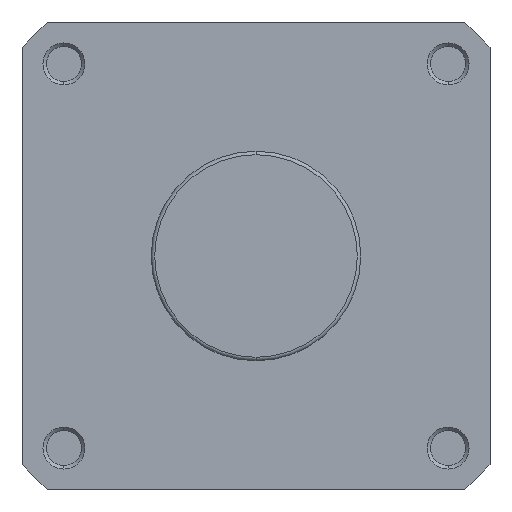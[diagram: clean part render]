
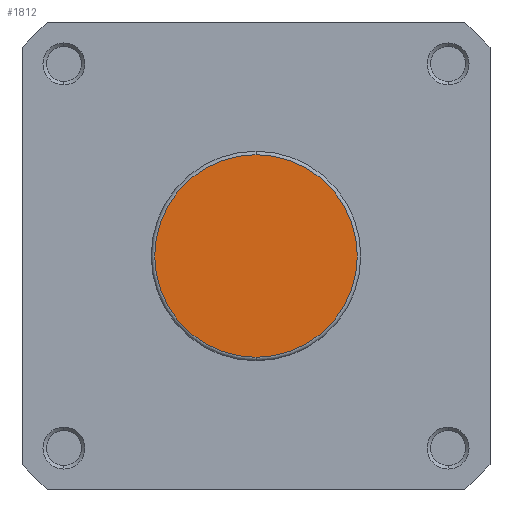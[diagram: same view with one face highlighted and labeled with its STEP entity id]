
A CAD part, left-side view. The second image highlights one B-rep face of the part: STEP entity #1812.
In plain terms, the highlighted planar face has unit normal (-1, 0, 0).
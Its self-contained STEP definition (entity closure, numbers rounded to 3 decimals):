
#833 = CIRCLE ( 'NONE', #5404, 29. ) ;
#1027 = VERTEX_POINT ( 'NONE', #1436 ) ;
#1029 = VERTEX_POINT ( 'NONE', #1438 ) ;
#1436 = CARTESIAN_POINT ( 'NONE',  ( 0., 0., 29. ) ) ;
#1438 = CARTESIAN_POINT ( 'NONE',  ( 0., 0., -29. ) ) ;
#1635 = CIRCLE ( 'NONE', #5545, 29. ) ;
#1812 = ADVANCED_FACE ( 'NONE', ( #3276 ), #3497, .F. ) ;
#2395 = CARTESIAN_POINT ( 'NONE',  ( 0., 0., 0. ) ) ;
#2402 = DIRECTION ( 'NONE',  ( -1., 0., 0. ) ) ;
#2403 = DIRECTION ( 'NONE',  ( 0., 0., -1. ) ) ;
#2709 = EDGE_LOOP ( 'NONE', ( #3095, #3141 ) ) ;
#3095 = ORIENTED_EDGE ( 'NONE', *, *, #5092, .T. ) ;
#3141 = ORIENTED_EDGE ( 'NONE', *, *, #4722, .T. ) ;
#3276 = FACE_OUTER_BOUND ( 'NONE', #2709, .T. ) ;
#3496 = CARTESIAN_POINT ( 'NONE',  ( 0., 30., 0. ) ) ;
#3497 = PLANE ( 'NONE',  #5187 ) ;
#3498 = DIRECTION ( 'NONE',  ( 1., 0., 0. ) ) ;
#3499 = DIRECTION ( 'NONE',  ( 0., 0., -1. ) ) ;
#4312 = CARTESIAN_POINT ( 'NONE',  ( 0., 0., 0. ) ) ;
#4313 = DIRECTION ( 'NONE',  ( -1., 0., 0. ) ) ;
#4314 = DIRECTION ( 'NONE',  ( 0., 0., -1. ) ) ;
#4722 = EDGE_CURVE ( 'NONE', #1027, #1029, #833, .T. ) ;
#5092 = EDGE_CURVE ( 'NONE', #1029, #1027, #1635, .T. ) ;
#5187 = AXIS2_PLACEMENT_3D ( 'NONE', #3496, #3498, #3499 ) ;
#5404 = AXIS2_PLACEMENT_3D ( 'NONE', #4312, #4313, #4314 ) ;
#5545 = AXIS2_PLACEMENT_3D ( 'NONE', #2395, #2402, #2403 ) ;
